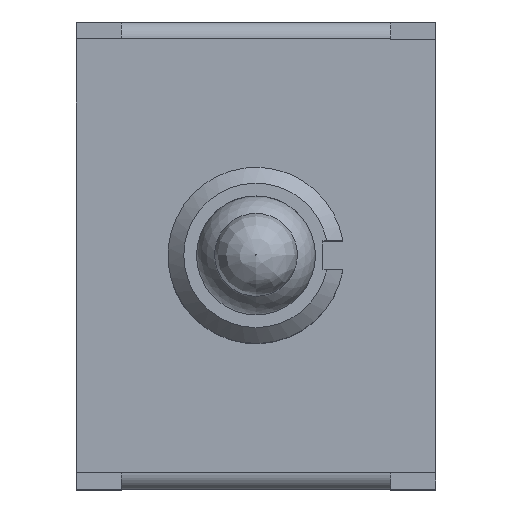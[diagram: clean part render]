
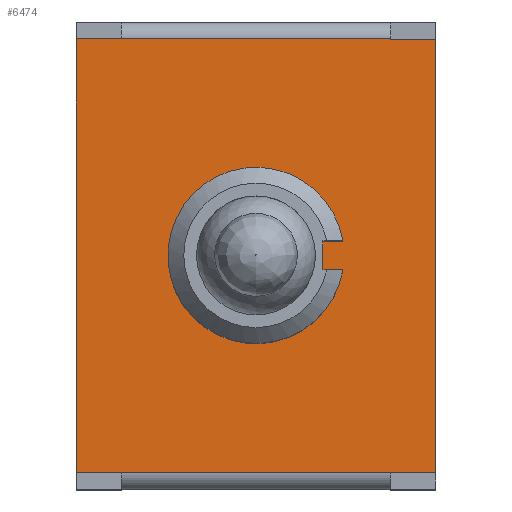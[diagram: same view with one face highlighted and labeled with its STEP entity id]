
A CAD part, top view. The second image highlights one B-rep face of the part: STEP entity #6474.
In plain terms, the highlighted planar face has unit normal (0, 0, 1).
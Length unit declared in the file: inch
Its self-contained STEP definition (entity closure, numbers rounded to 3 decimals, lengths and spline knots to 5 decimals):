
#129=FACE_BOUND('',#805,.T.);
#146=PLANE('',#6905);
#408=FACE_OUTER_BOUND('',#804,.T.);
#804=EDGE_LOOP('',(#4445,#4446,#4447,#4448,#4449,#4450,#4451,#4452,#4453,
#4454));
#805=EDGE_LOOP('',(#4455,#4456,#4457,#4458));
#1208=LINE('',#9607,#1923);
#1212=LINE('',#9617,#1927);
#1214=LINE('',#9620,#1929);
#1215=LINE('',#9634,#1930);
#1216=LINE('',#9636,#1931);
#1217=LINE('',#9638,#1932);
#1218=LINE('',#9640,#1933);
#1219=LINE('',#9642,#1934);
#1220=LINE('',#9644,#1935);
#1221=LINE('',#9646,#1936);
#1222=LINE('',#9648,#1937);
#1223=LINE('',#9650,#1938);
#1224=LINE('',#9651,#1939);
#1923=VECTOR('',#7567,0.3937);
#1927=VECTOR('',#7577,0.3937);
#1929=VECTOR('',#7581,0.3937);
#1930=VECTOR('',#7600,0.3937);
#1931=VECTOR('',#7601,0.3937);
#1932=VECTOR('',#7602,0.3937);
#1933=VECTOR('',#7603,0.3937);
#1934=VECTOR('',#7604,0.3937);
#1935=VECTOR('',#7605,0.3937);
#1936=VECTOR('',#7606,0.3937);
#1937=VECTOR('',#7607,0.3937);
#1938=VECTOR('',#7608,0.3937);
#1939=VECTOR('',#7609,0.3937);
#2639=CIRCLE('',#6898,0.12244);
#2834=VERTEX_POINT('',#9604);
#2835=VERTEX_POINT('',#9606);
#2837=VERTEX_POINT('',#9614);
#2838=VERTEX_POINT('',#9616);
#2841=VERTEX_POINT('',#9632);
#2842=VERTEX_POINT('',#9633);
#2843=VERTEX_POINT('',#9635);
#2844=VERTEX_POINT('',#9637);
#2845=VERTEX_POINT('',#9639);
#2846=VERTEX_POINT('',#9641);
#2847=VERTEX_POINT('',#9643);
#2848=VERTEX_POINT('',#9645);
#2849=VERTEX_POINT('',#9647);
#2850=VERTEX_POINT('',#9649);
#3433=EDGE_CURVE('',#2835,#2834,#1208,.T.);
#3438=EDGE_CURVE('',#2838,#2837,#1212,.T.);
#3440=EDGE_CURVE('',#2837,#2835,#1214,.T.);
#3441=EDGE_CURVE('',#2834,#2838,#2639,.T.);
#3447=EDGE_CURVE('',#2841,#2842,#1215,.T.);
#3448=EDGE_CURVE('',#2843,#2842,#1216,.T.);
#3449=EDGE_CURVE('',#2843,#2844,#1217,.T.);
#3450=EDGE_CURVE('',#2844,#2845,#1218,.T.);
#3451=EDGE_CURVE('',#2846,#2845,#1219,.T.);
#3452=EDGE_CURVE('',#2846,#2847,#1220,.T.);
#3453=EDGE_CURVE('',#2847,#2848,#1221,.T.);
#3454=EDGE_CURVE('',#2848,#2849,#1222,.T.);
#3455=EDGE_CURVE('',#2849,#2850,#1223,.T.);
#3456=EDGE_CURVE('',#2841,#2850,#1224,.T.);
#4445=ORIENTED_EDGE('',*,*,#3447,.T.);
#4446=ORIENTED_EDGE('',*,*,#3448,.F.);
#4447=ORIENTED_EDGE('',*,*,#3449,.T.);
#4448=ORIENTED_EDGE('',*,*,#3450,.T.);
#4449=ORIENTED_EDGE('',*,*,#3451,.F.);
#4450=ORIENTED_EDGE('',*,*,#3452,.T.);
#4451=ORIENTED_EDGE('',*,*,#3453,.T.);
#4452=ORIENTED_EDGE('',*,*,#3454,.T.);
#4453=ORIENTED_EDGE('',*,*,#3455,.T.);
#4454=ORIENTED_EDGE('',*,*,#3456,.F.);
#4455=ORIENTED_EDGE('',*,*,#3438,.T.);
#4456=ORIENTED_EDGE('',*,*,#3440,.T.);
#4457=ORIENTED_EDGE('',*,*,#3433,.T.);
#4458=ORIENTED_EDGE('',*,*,#3441,.T.);
#6474=ADVANCED_FACE('',(#408,#129),#146,.T.);
#6898=AXIS2_PLACEMENT_3D('',#9622,#7584,#7585);
#6905=AXIS2_PLACEMENT_3D('',#9631,#7598,#7599);
#7567=DIRECTION('',(1.,0.,0.));
#7577=DIRECTION('',(-1.,0.,0.));
#7581=DIRECTION('',(0.,-1.,0.));
#7584=DIRECTION('center_axis',(0.,0.,
-1.));
#7585=DIRECTION('ref_axis',(0.986,0.164,0.));
#7598=DIRECTION('center_axis',(0.,0.,
1.));
#7599=DIRECTION('ref_axis',(1.,0.,0.));
#7600=DIRECTION('',(0.,-1.,0.));
#7601=DIRECTION('',(-1.,0.,0.));
#7602=DIRECTION('',(1.,0.,0.));
#7603=DIRECTION('',(0.,1.,0.));
#7604=DIRECTION('',(1.,0.,0.));
#7605=DIRECTION('',(0.,1.,0.));
#7606=DIRECTION('',(-1.,0.,0.));
#7607=DIRECTION('',(-1.,0.,0.));
#7608=DIRECTION('',(0.,-1.,0.));
#7609=DIRECTION('',(-1.,0.,0.));
#9604=CARTESIAN_POINT('',(0.12078,-0.02008,0.41496));
#9606=CARTESIAN_POINT('',(0.09283,-0.02008,0.41496));
#9607=CARTESIAN_POINT('',(0.04642,-0.02008,0.41496));
#9614=CARTESIAN_POINT('',(0.09283,0.02008,0.41496));
#9616=CARTESIAN_POINT('',(0.12078,0.02008,0.41496));
#9617=CARTESIAN_POINT('',(0.06039,0.02008,0.41496));
#9620=CARTESIAN_POINT('',(0.09283,0.16073,0.41496));
#9622=CARTESIAN_POINT('Origin',(0.,0.,
0.41496));
#9631=CARTESIAN_POINT('Origin',(0.,0.30138,
0.41496));
#9632=CARTESIAN_POINT('',(-0.18701,-0.30098,0.41496));
#9633=CARTESIAN_POINT('',(-0.18701,-0.30138,0.41496));
#9634=CARTESIAN_POINT('',(-0.18701,-0.30138,0.41496));
#9635=CARTESIAN_POINT('',(0.18701,-0.30138,0.41496));
#9636=CARTESIAN_POINT('',(0.,-0.30138,0.41496));
#9637=CARTESIAN_POINT('',(0.25,-0.30138,0.41496));
#9638=CARTESIAN_POINT('',(0.18701,-0.30138,0.41496));
#9639=CARTESIAN_POINT('',(0.25,0.30098,0.41496));
#9640=CARTESIAN_POINT('',(0.25,0.30098,0.41496));
#9641=CARTESIAN_POINT('',(0.18701,0.30098,0.41496));
#9642=CARTESIAN_POINT('',(0.18701,0.30098,0.41496));
#9643=CARTESIAN_POINT('',(0.18701,0.30138,0.41496));
#9644=CARTESIAN_POINT('',(0.18701,-0.30138,0.41496));
#9645=CARTESIAN_POINT('',(-0.18701,0.30138,0.41496));
#9646=CARTESIAN_POINT('',(0.,0.30138,0.41496));
#9647=CARTESIAN_POINT('',(-0.25,0.30138,0.41496));
#9648=CARTESIAN_POINT('',(-0.18701,0.30138,0.41496));
#9649=CARTESIAN_POINT('',(-0.25,-0.30098,0.41496));
#9650=CARTESIAN_POINT('',(-0.25,-0.30098,0.41496));
#9651=CARTESIAN_POINT('',(-0.18701,-0.30098,0.41496));
